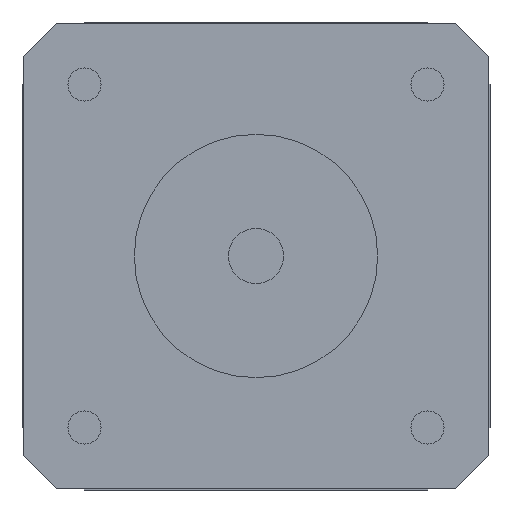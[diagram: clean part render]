
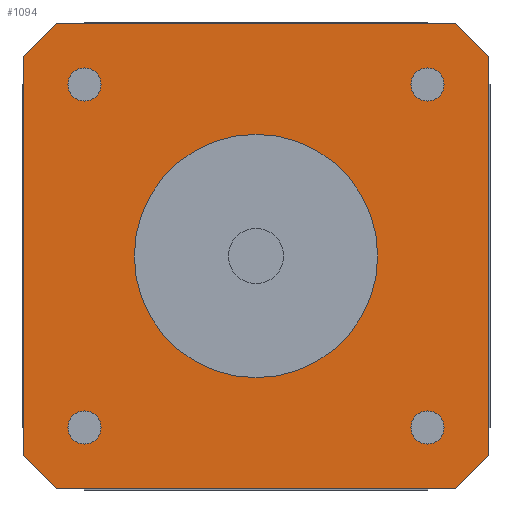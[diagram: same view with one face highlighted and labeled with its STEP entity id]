
A CAD part, front view. The second image highlights one B-rep face of the part: STEP entity #1094.
In plain terms, the highlighted planar face has unit normal (0, -1, 0).
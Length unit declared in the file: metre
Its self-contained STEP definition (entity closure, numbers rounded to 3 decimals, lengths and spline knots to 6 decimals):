
#22=CIRCLE('',#1178,0.011);
#23=CIRCLE('',#1179,0.0015);
#24=CIRCLE('',#1180,0.0015);
#25=CIRCLE('',#1181,0.0015);
#26=CIRCLE('',#1182,0.0015);
#122=ORIENTED_EDGE('',*,*,#410,.F.);
#123=ORIENTED_EDGE('',*,*,#411,.F.);
#124=ORIENTED_EDGE('',*,*,#412,.F.);
#125=ORIENTED_EDGE('',*,*,#413,.F.);
#126=ORIENTED_EDGE('',*,*,#414,.F.);
#127=ORIENTED_EDGE('',*,*,#360,.F.);
#128=ORIENTED_EDGE('',*,*,#393,.T.);
#129=ORIENTED_EDGE('',*,*,#376,.T.);
#130=ORIENTED_EDGE('',*,*,#387,.T.);
#131=ORIENTED_EDGE('',*,*,#384,.T.);
#132=ORIENTED_EDGE('',*,*,#389,.T.);
#133=ORIENTED_EDGE('',*,*,#344,.F.);
#134=ORIENTED_EDGE('',*,*,#391,.T.);
#344=EDGE_CURVE('',#492,#493,#592,.T.);
#360=EDGE_CURVE('',#508,#509,#608,.T.);
#376=EDGE_CURVE('',#525,#524,#624,.T.);
#384=EDGE_CURVE('',#533,#532,#632,.T.);
#387=EDGE_CURVE('',#524,#533,#635,.F.);
#389=EDGE_CURVE('',#532,#493,#637,.T.);
#391=EDGE_CURVE('',#492,#509,#639,.F.);
#393=EDGE_CURVE('',#508,#525,#641,.T.);
#410=EDGE_CURVE('',#550,#550,#22,.T.);
#411=EDGE_CURVE('',#551,#551,#23,.T.);
#412=EDGE_CURVE('',#552,#552,#24,.T.);
#413=EDGE_CURVE('',#553,#553,#25,.T.);
#414=EDGE_CURVE('',#554,#554,#26,.T.);
#492=VERTEX_POINT('',#1579);
#493=VERTEX_POINT('',#1581);
#508=VERTEX_POINT('',#1613);
#509=VERTEX_POINT('',#1615);
#524=VERTEX_POINT('',#1647);
#525=VERTEX_POINT('',#1649);
#532=VERTEX_POINT('',#1664);
#533=VERTEX_POINT('',#1666);
#550=VERTEX_POINT('',#1716);
#551=VERTEX_POINT('',#1718);
#552=VERTEX_POINT('',#1720);
#553=VERTEX_POINT('',#1722);
#554=VERTEX_POINT('',#1724);
#592=LINE('',#1580,#720);
#608=LINE('',#1614,#736);
#624=LINE('',#1648,#752);
#632=LINE('',#1665,#760);
#635=LINE('',#1670,#763);
#637=LINE('',#1673,#765);
#639=LINE('',#1676,#767);
#641=LINE('',#1679,#769);
#720=VECTOR('',#1265,1.);
#736=VECTOR('',#1285,1.);
#752=VECTOR('',#1305,1.);
#760=VECTOR('',#1315,1.);
#763=VECTOR('',#1320,1.);
#765=VECTOR('',#1324,1.);
#767=VECTOR('',#1328,1.);
#769=VECTOR('',#1332,1.);
#854=EDGE_LOOP('',(#122));
#855=EDGE_LOOP('',(#123));
#856=EDGE_LOOP('',(#124));
#857=EDGE_LOOP('',(#125));
#858=EDGE_LOOP('',(#126));
#859=EDGE_LOOP('',(#127,#128,#129,#130,#131,#132,#133,#134));
#944=FACE_BOUND('',#854,.T.);
#945=FACE_BOUND('',#855,.T.);
#946=FACE_BOUND('',#856,.T.);
#947=FACE_BOUND('',#857,.T.);
#948=FACE_BOUND('',#858,.T.);
#949=FACE_BOUND('',#859,.T.);
#1034=PLANE('',#1177);
#1094=ADVANCED_FACE('',(#944,#945,#946,#947,#948,#949),#1034,.T.);
#1177=AXIS2_PLACEMENT_3D('',#1714,#1353,#1354);
#1178=AXIS2_PLACEMENT_3D('',#1715,#1355,#1356);
#1179=AXIS2_PLACEMENT_3D('',#1717,#1357,#1358);
#1180=AXIS2_PLACEMENT_3D('',#1719,#1359,#1360);
#1181=AXIS2_PLACEMENT_3D('',#1721,#1361,#1362);
#1182=AXIS2_PLACEMENT_3D('',#1723,#1363,#1364);
#1265=DIRECTION('',(0.,0.,1.));
#1285=DIRECTION('',(-1.,0.,0.));
#1305=DIRECTION('',(0.,0.,1.));
#1315=DIRECTION('',(-1.,0.,0.));
#1320=DIRECTION('',(0.707,0.,-0.707));
#1324=DIRECTION('',(-0.707,0.,-0.707));
#1328=DIRECTION('',(-0.707,0.,0.707));
#1332=DIRECTION('',(0.707,0.,0.707));
#1353=DIRECTION('',(0.,-1.,0.));
#1354=DIRECTION('',(1.,0.,0.));
#1355=DIRECTION('',(0.,-1.,0.));
#1356=DIRECTION('',(0.,0.,-1.));
#1357=DIRECTION('',(0.,-1.,0.));
#1358=DIRECTION('',(0.,0.,-1.));
#1359=DIRECTION('',(0.,-1.,0.));
#1360=DIRECTION('',(0.,0.,-1.));
#1361=DIRECTION('',(0.,-1.,0.));
#1362=DIRECTION('',(0.,0.,-1.));
#1363=DIRECTION('',(0.,-1.,0.));
#1364=DIRECTION('',(0.,0.,-1.));
#1579=CARTESIAN_POINT('',(-0.021,-0.038,-0.018));
#1580=CARTESIAN_POINT('',(-0.021,-0.038,0.));
#1581=CARTESIAN_POINT('',(-0.021,-0.038,0.018));
#1613=CARTESIAN_POINT('',(0.018,-0.038,-0.021));
#1614=CARTESIAN_POINT('',(0.,-0.038,-0.021));
#1615=CARTESIAN_POINT('',(-0.018,-0.038,-0.021));
#1647=CARTESIAN_POINT('',(0.021,-0.038,0.018));
#1648=CARTESIAN_POINT('',(0.021,-0.038,0.));
#1649=CARTESIAN_POINT('',(0.021,-0.038,-0.018));
#1664=CARTESIAN_POINT('',(-0.018,-0.038,0.021));
#1665=CARTESIAN_POINT('',(0.,-0.038,0.021));
#1666=CARTESIAN_POINT('',(0.018,-0.038,0.021));
#1670=CARTESIAN_POINT('',(0.0195,-0.038,0.0195));
#1673=CARTESIAN_POINT('',(-0.0195,-0.038,0.0195));
#1676=CARTESIAN_POINT('',(-0.0195,-0.038,-0.0195));
#1679=CARTESIAN_POINT('',(0.0195,-0.038,-0.0195));
#1714=CARTESIAN_POINT('',(0.,-0.038,0.));
#1715=CARTESIAN_POINT('',(0.,-0.038,0.));
#1716=CARTESIAN_POINT('',(0.,-0.038,-0.011));
#1717=CARTESIAN_POINT('',(-0.0155,-0.038,-0.0155));
#1718=CARTESIAN_POINT('',(-0.0155,-0.038,-0.017));
#1719=CARTESIAN_POINT('',(0.0155,-0.038,-0.0155));
#1720=CARTESIAN_POINT('',(0.0155,-0.038,-0.017));
#1721=CARTESIAN_POINT('',(0.0155,-0.038,0.0155));
#1722=CARTESIAN_POINT('',(0.0155,-0.038,0.014));
#1723=CARTESIAN_POINT('',(-0.0155,-0.038,0.0155));
#1724=CARTESIAN_POINT('',(-0.0155,-0.038,0.014));
